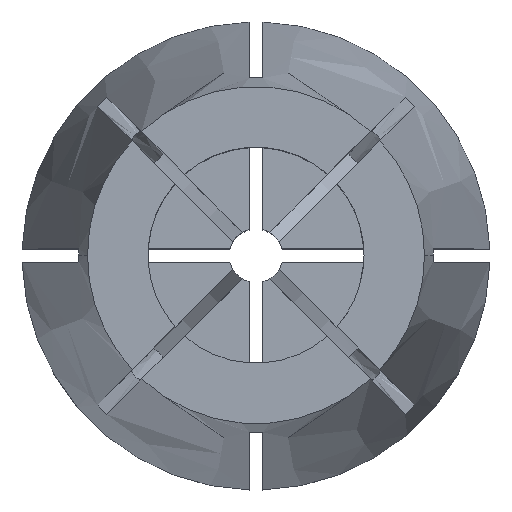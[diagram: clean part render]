
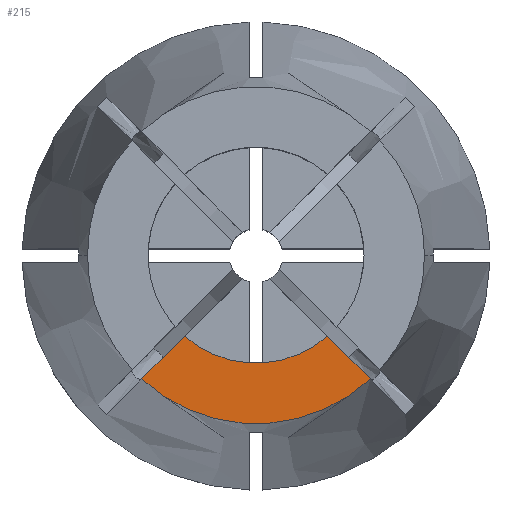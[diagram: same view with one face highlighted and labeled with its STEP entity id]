
A CAD part, top view. The second image highlights one B-rep face of the part: STEP entity #215.
In plain terms, the highlighted planar face has unit normal (0, 0, 1).
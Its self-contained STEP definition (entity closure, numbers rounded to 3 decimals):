
#31 = VERTEX_POINT ( 'NONE', #1727 ) ;
#94 = CARTESIAN_POINT ( 'NONE',  ( -0.265, -0.265, 0. ) ) ;
#124 = DIRECTION ( 'NONE',  ( 0., 0., 1. ) ) ;
#179 = DIRECTION ( 'NONE',  ( -0.707, 0.707, 0. ) ) ;
#215 = ADVANCED_FACE ( 'NONE', ( #3405 ), #1006, .F. ) ;
#245 = CARTESIAN_POINT ( 'NONE',  ( 0., 0., 0. ) ) ;
#294 = CARTESIAN_POINT ( 'NONE',  ( 6.348, -6.879, 0. ) ) ;
#489 = EDGE_CURVE ( 'NONE', #523, #31, #1414, .T. ) ;
#501 = EDGE_CURVE ( 'NONE', #1713, #31, #3176, .T. ) ;
#523 = VERTEX_POINT ( 'NONE', #294 ) ;
#633 = EDGE_LOOP ( 'NONE', ( #2832, #3203, #789, #1040 ) ) ;
#712 = DIRECTION ( 'NONE',  ( -1., 0., 0. ) ) ;
#789 = ORIENTED_EDGE ( 'NONE', *, *, #489, .T. ) ;
#863 = DIRECTION ( 'NONE',  ( 0., 0., -1. ) ) ;
#872 = AXIS2_PLACEMENT_3D ( 'NONE', #245, #863, #712 ) ;
#898 = CARTESIAN_POINT ( 'NONE',  ( -6.348, -6.879, 0. ) ) ;
#1006 = PLANE ( 'NONE',  #872 ) ;
#1023 = DIRECTION ( 'NONE',  ( 0.707, 0.707, 0. ) ) ;
#1040 = ORIENTED_EDGE ( 'NONE', *, *, #501, .F. ) ;
#1146 = CARTESIAN_POINT ( 'NONE',  ( 0.265, -0.265, 0. ) ) ;
#1179 = DIRECTION ( 'NONE',  ( 1., 0., 0. ) ) ;
#1303 = LINE ( 'NONE', #1146, #2647 ) ;
#1414 = LINE ( 'NONE', #94, #1933 ) ;
#1527 = AXIS2_PLACEMENT_3D ( 'NONE', #3142, #124, #2698 ) ;
#1584 = EDGE_CURVE ( 'NONE', #1958, #1713, #1303, .T. ) ;
#1713 = VERTEX_POINT ( 'NONE', #1769 ) ;
#1727 = CARTESIAN_POINT ( 'NONE',  ( 3.969, -4.5, 0. ) ) ;
#1769 = CARTESIAN_POINT ( 'NONE',  ( -3.969, -4.5, 0. ) ) ;
#1844 = AXIS2_PLACEMENT_3D ( 'NONE', #2730, #3184, #1179 ) ;
#1933 = VECTOR ( 'NONE', #179, 1000. ) ;
#1958 = VERTEX_POINT ( 'NONE', #898 ) ;
#2514 = CIRCLE ( 'NONE', #1527, 9.36 ) ;
#2647 = VECTOR ( 'NONE', #1023, 1000. ) ;
#2698 = DIRECTION ( 'NONE',  ( 1., 0., 0. ) ) ;
#2730 = CARTESIAN_POINT ( 'NONE',  ( 0., 0., 0. ) ) ;
#2832 = ORIENTED_EDGE ( 'NONE', *, *, #1584, .F. ) ;
#2894 = EDGE_CURVE ( 'NONE', #1958, #523, #2514, .T. ) ;
#3142 = CARTESIAN_POINT ( 'NONE',  ( 0., 0., 0. ) ) ;
#3176 = CIRCLE ( 'NONE', #1844, 6. ) ;
#3184 = DIRECTION ( 'NONE',  ( 0., 0., 1. ) ) ;
#3203 = ORIENTED_EDGE ( 'NONE', *, *, #2894, .T. ) ;
#3405 = FACE_OUTER_BOUND ( 'NONE', #633, .T. ) ;
